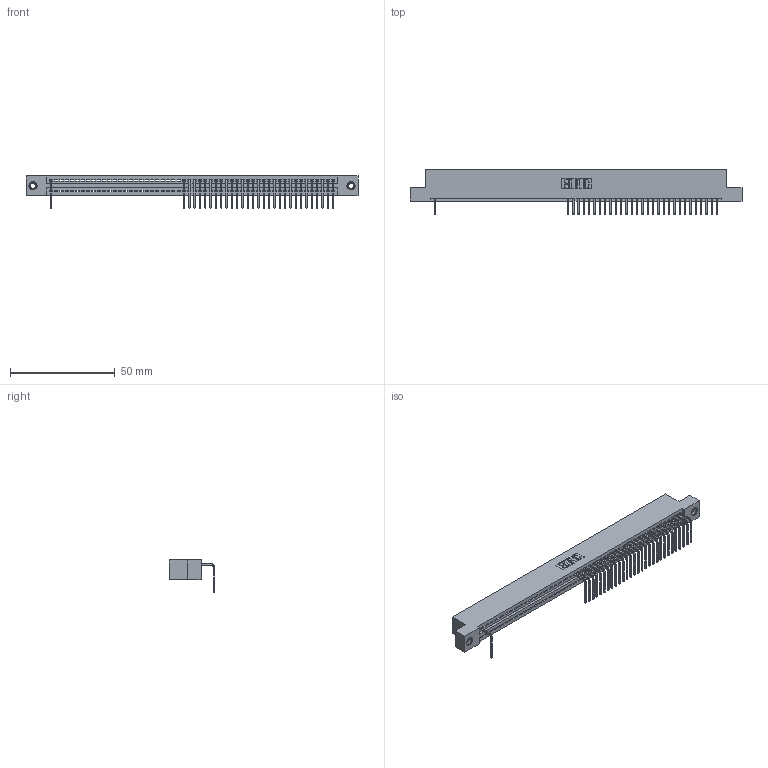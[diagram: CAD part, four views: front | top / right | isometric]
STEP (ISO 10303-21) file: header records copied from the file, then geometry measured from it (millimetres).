
FILE_DESCRIPTION (( 'STEP AP203' ), '1' );
FILE_NAME ('345-054-558-107.STEP', '2018-09-24T00:57:15', ( '' ), ( '' ), 'SwSTEP 2.0', 'SolidWorks 2016', '' );
FILE_SCHEMA (( 'CONFIG_CONTROL_DESIGN' ));
Length unit declared in the file: inch
Products named in the file (4): 345-054-558-107; 345 Part_Flush Mounting Lugs - 0.156 Dia-TI; 345-292-001_558 Tail - 2; 345-250-001_345-250-005-103
Assembly tree (33 placements, depth 2):
  345-054-558-107
    345 Part_Flush Mounting Lugs - 0.156 Dia-TI
    345-292-001_558 Tail - 2  x30
    345-250-001_345-250-005-103  x2
Bounding box: 158.37 x 21.83 x 15.37 mm (x, y, z)
Volume: 14952 mm3; surface area: 19193.4 mm2
Topology: 33 solids, 33 shells, 2370 faces, 7233 edges, 4774 vertices
Faces by surface type: plane 1708, cylinder 646, cone 12, torus 4
Entity records: 39528 total; most frequent: ORIENTED_EDGE 6942, CARTESIAN_POINT 6937, DIRECTION 6041, EDGE_CURVE 3471, LINE 3103, VECTOR 3103, VERTEX_POINT 2308, AXIS2_PLACEMENT_3D 1469
